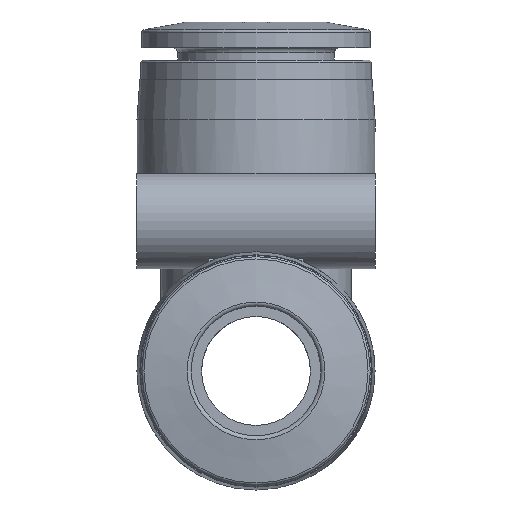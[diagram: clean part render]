
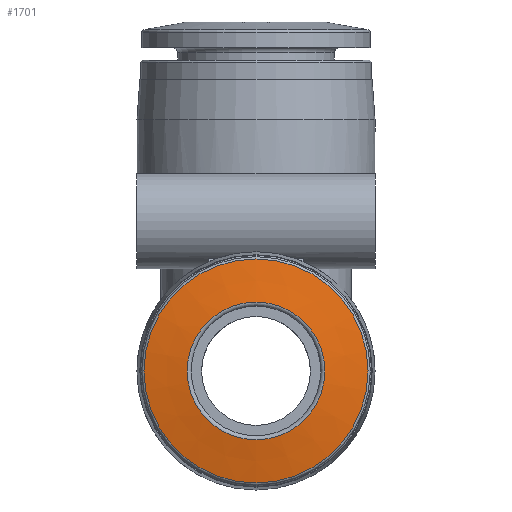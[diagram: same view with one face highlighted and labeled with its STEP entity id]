
A CAD part, left-side view. The second image highlights one B-rep face of the part: STEP entity #1701.
In plain terms, the highlighted conical face has half-angle 80 degrees and reference radius 5.062 mm.
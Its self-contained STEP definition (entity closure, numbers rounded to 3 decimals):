
#145=CONICAL_SURFACE('',#1822,5.063,1.396);
#286=ORIENTED_EDGE('',*,*,#548,.F.);
#287=ORIENTED_EDGE('',*,*,#549,.T.);
#548=EDGE_CURVE('',#673,#673,#746,.T.);
#549=EDGE_CURVE('',#674,#674,#747,.T.);
#673=VERTEX_POINT('',#2626);
#674=VERTEX_POINT('',#2628);
#746=CIRCLE('',#1823,8.235);
#747=CIRCLE('',#1824,5.063);
#820=EDGE_LOOP('',(#286));
#821=EDGE_LOOP('',(#287));
#960=FACE_BOUND('',#820,.T.);
#961=FACE_BOUND('',#821,.T.);
#1701=ADVANCED_FACE('',(#960,#961),#145,.T.);
#1822=AXIS2_PLACEMENT_3D('',#2624,#2064,#2065);
#1823=AXIS2_PLACEMENT_3D('',#2625,#2066,#2067);
#1824=AXIS2_PLACEMENT_3D('',#2627,#2068,#2069);
#2064=DIRECTION('',(1.,0.,0.));
#2065=DIRECTION('',(0.,0.,-1.));
#2066=DIRECTION('',(1.,0.,0.));
#2067=DIRECTION('',(0.,0.,-1.));
#2068=DIRECTION('',(1.,0.,0.));
#2069=DIRECTION('',(0.,0.,-1.));
#2624=CARTESIAN_POINT('',(-25.65,0.,0.));
#2625=CARTESIAN_POINT('',(-25.091,0.,0.));
#2626=CARTESIAN_POINT('',(-25.091,0.,-8.235));
#2627=CARTESIAN_POINT('',(-25.65,0.,0.));
#2628=CARTESIAN_POINT('',(-25.65,0.,-5.063));
